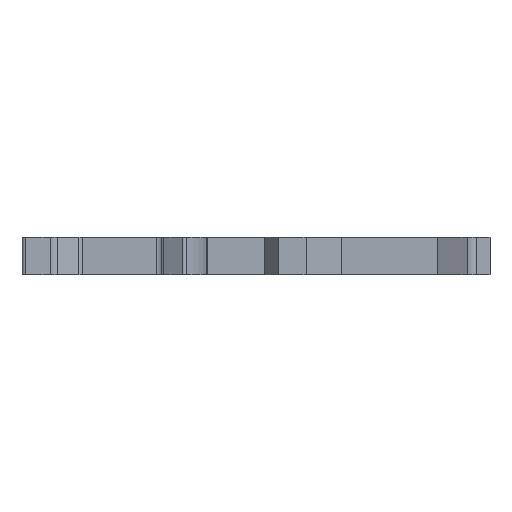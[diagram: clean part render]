
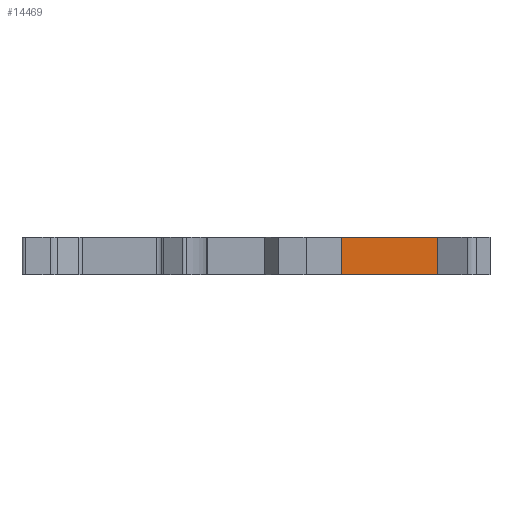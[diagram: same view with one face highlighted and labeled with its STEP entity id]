
A CAD part, front view. The second image highlights one B-rep face of the part: STEP entity #14469.
In plain terms, the highlighted planar face has unit normal (0, -1, 0).
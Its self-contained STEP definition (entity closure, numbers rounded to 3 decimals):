
#32 = PLANE('',#33);
#33 = AXIS2_PLACEMENT_3D('',#34,#35,#36);
#34 = CARTESIAN_POINT('',(0.,40.25,5.08));
#35 = DIRECTION('',(0.,0.,1.));
#36 = DIRECTION('',(1.,0.,0.));
#226 = VERTEX_POINT('',#227);
#227 = CARTESIAN_POINT('',(16.784,0.7,5.08));
#241 = PLANE('',#242);
#242 = AXIS2_PLACEMENT_3D('',#243,#244,#245);
#243 = CARTESIAN_POINT('',(17.53,0.5,5.08));
#244 = DIRECTION('',(0.259,0.966,0.)
  );
#245 = DIRECTION('',(-0.966,0.259,0.
    ));
#253 = EDGE_CURVE('',#226,#254,#256,.T.);
#254 = VERTEX_POINT('',#255);
#255 = CARTESIAN_POINT('',(2.27,0.7,5.08));
#256 = SURFACE_CURVE('',#257,(#261,#268),.PCURVE_S1.);
#257 = LINE('',#258,#259);
#258 = CARTESIAN_POINT('',(16.784,0.7,5.08));
#259 = VECTOR('',#260,1.);
#260 = DIRECTION('',(-1.,0.,0.));
#261 = PCURVE('',#32,#262);
#262 = DEFINITIONAL_REPRESENTATION('',(#263),#267);
#263 = LINE('',#264,#265);
#264 = CARTESIAN_POINT('',(16.784,-39.55));
#265 = VECTOR('',#266,1.);
#266 = DIRECTION('',(-1.,0.));
#267 = ( GEOMETRIC_REPRESENTATION_CONTEXT(2) 
PARAMETRIC_REPRESENTATION_CONTEXT() REPRESENTATION_CONTEXT('2D SPACE',''
  ) );
#268 = PCURVE('',#269,#274);
#269 = PLANE('',#270);
#270 = AXIS2_PLACEMENT_3D('',#271,#272,#273);
#271 = CARTESIAN_POINT('',(16.784,0.7,5.08));
#272 = DIRECTION('',(0.,1.,0.));
#273 = DIRECTION('',(-1.,0.,0.));
#274 = DEFINITIONAL_REPRESENTATION('',(#275),#279);
#275 = LINE('',#276,#277);
#276 = CARTESIAN_POINT('',(0.,0.));
#277 = VECTOR('',#278,1.);
#278 = DIRECTION('',(1.,0.));
#279 = ( GEOMETRIC_REPRESENTATION_CONTEXT(2) 
PARAMETRIC_REPRESENTATION_CONTEXT() REPRESENTATION_CONTEXT('2D SPACE',''
  ) );
#297 = PLANE('',#298);
#298 = AXIS2_PLACEMENT_3D('',#299,#300,#301);
#299 = CARTESIAN_POINT('',(2.27,0.7,5.08));
#300 = DIRECTION('',(-0.707,0.707,0.
    ));
#301 = DIRECTION('',(-0.707,-0.707,
    0.));
#12138 = PLANE('',#12139);
#12139 = AXIS2_PLACEMENT_3D('',#12140,#12141,#12142);
#12140 = CARTESIAN_POINT('',(0.,40.25,0.));
#12141 = DIRECTION('',(0.,0.,1.));
#12142 = DIRECTION('',(1.,0.,0.));
#13667 = VERTEX_POINT('',#13668);
#13668 = CARTESIAN_POINT('',(2.27,0.7,0.));
#13689 = EDGE_CURVE('',#13690,#13667,#13692,.T.);
#13690 = VERTEX_POINT('',#13691);
#13691 = CARTESIAN_POINT('',(16.784,0.7,0.));
#13692 = SURFACE_CURVE('',#13693,(#13697,#13704),.PCURVE_S1.);
#13693 = LINE('',#13694,#13695);
#13694 = CARTESIAN_POINT('',(16.784,0.7,0.));
#13695 = VECTOR('',#13696,1.);
#13696 = DIRECTION('',(-1.,0.,0.));
#13697 = PCURVE('',#12138,#13698);
#13698 = DEFINITIONAL_REPRESENTATION('',(#13699),#13703);
#13699 = LINE('',#13700,#13701);
#13700 = CARTESIAN_POINT('',(16.784,-39.55));
#13701 = VECTOR('',#13702,1.);
#13702 = DIRECTION('',(-1.,0.));
#13703 = ( GEOMETRIC_REPRESENTATION_CONTEXT(2) 
PARAMETRIC_REPRESENTATION_CONTEXT() REPRESENTATION_CONTEXT('2D SPACE',''
  ) );
#13704 = PCURVE('',#269,#13705);
#13705 = DEFINITIONAL_REPRESENTATION('',(#13706),#13710);
#13706 = LINE('',#13707,#13708);
#13707 = CARTESIAN_POINT('',(0.,-5.08));
#13708 = VECTOR('',#13709,1.);
#13709 = DIRECTION('',(1.,0.));
#13710 = ( GEOMETRIC_REPRESENTATION_CONTEXT(2) 
PARAMETRIC_REPRESENTATION_CONTEXT() REPRESENTATION_CONTEXT('2D SPACE',''
  ) );
#14449 = EDGE_CURVE('',#226,#13690,#14450,.T.);
#14450 = SURFACE_CURVE('',#14451,(#14455,#14462),.PCURVE_S1.);
#14451 = LINE('',#14452,#14453);
#14452 = CARTESIAN_POINT('',(16.784,0.7,5.08));
#14453 = VECTOR('',#14454,1.);
#14454 = DIRECTION('',(0.,0.,-1.));
#14455 = PCURVE('',#241,#14456);
#14456 = DEFINITIONAL_REPRESENTATION('',(#14457),#14461);
#14457 = LINE('',#14458,#14459);
#14458 = CARTESIAN_POINT('',(0.773,0.));
#14459 = VECTOR('',#14460,1.);
#14460 = DIRECTION('',(0.,-1.));
#14461 = ( GEOMETRIC_REPRESENTATION_CONTEXT(2) 
PARAMETRIC_REPRESENTATION_CONTEXT() REPRESENTATION_CONTEXT('2D SPACE',''
  ) );
#14462 = PCURVE('',#269,#14463);
#14463 = DEFINITIONAL_REPRESENTATION('',(#14464),#14468);
#14464 = LINE('',#14465,#14466);
#14465 = CARTESIAN_POINT('',(0.,0.));
#14466 = VECTOR('',#14467,1.);
#14467 = DIRECTION('',(0.,-1.));
#14468 = ( GEOMETRIC_REPRESENTATION_CONTEXT(2) 
PARAMETRIC_REPRESENTATION_CONTEXT() REPRESENTATION_CONTEXT('2D SPACE',''
  ) );
#14469 = ADVANCED_FACE('',(#14470),#269,.F.);
#14470 = FACE_BOUND('',#14471,.F.);
#14471 = EDGE_LOOP('',(#14472,#14473,#14474,#14475));
#14472 = ORIENTED_EDGE('',*,*,#253,.F.);
#14473 = ORIENTED_EDGE('',*,*,#14449,.T.);
#14474 = ORIENTED_EDGE('',*,*,#13689,.T.);
#14475 = ORIENTED_EDGE('',*,*,#14476,.F.);
#14476 = EDGE_CURVE('',#254,#13667,#14477,.T.);
#14477 = SURFACE_CURVE('',#14478,(#14482,#14489),.PCURVE_S1.);
#14478 = LINE('',#14479,#14480);
#14479 = CARTESIAN_POINT('',(2.27,0.7,5.08));
#14480 = VECTOR('',#14481,1.);
#14481 = DIRECTION('',(0.,0.,-1.));
#14482 = PCURVE('',#269,#14483);
#14483 = DEFINITIONAL_REPRESENTATION('',(#14484),#14488);
#14484 = LINE('',#14485,#14486);
#14485 = CARTESIAN_POINT('',(14.514,0.));
#14486 = VECTOR('',#14487,1.);
#14487 = DIRECTION('',(0.,-1.));
#14488 = ( GEOMETRIC_REPRESENTATION_CONTEXT(2) 
PARAMETRIC_REPRESENTATION_CONTEXT() REPRESENTATION_CONTEXT('2D SPACE',''
  ) );
#14489 = PCURVE('',#297,#14490);
#14490 = DEFINITIONAL_REPRESENTATION('',(#14491),#14495);
#14491 = LINE('',#14492,#14493);
#14492 = CARTESIAN_POINT('',(0.,0.));
#14493 = VECTOR('',#14494,1.);
#14494 = DIRECTION('',(0.,-1.));
#14495 = ( GEOMETRIC_REPRESENTATION_CONTEXT(2) 
PARAMETRIC_REPRESENTATION_CONTEXT() REPRESENTATION_CONTEXT('2D SPACE',''
  ) );
